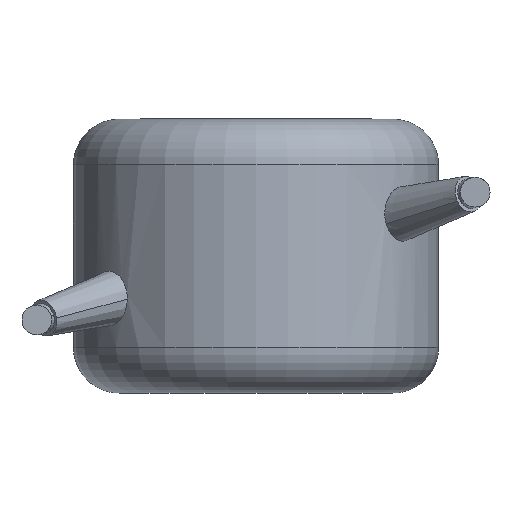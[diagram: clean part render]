
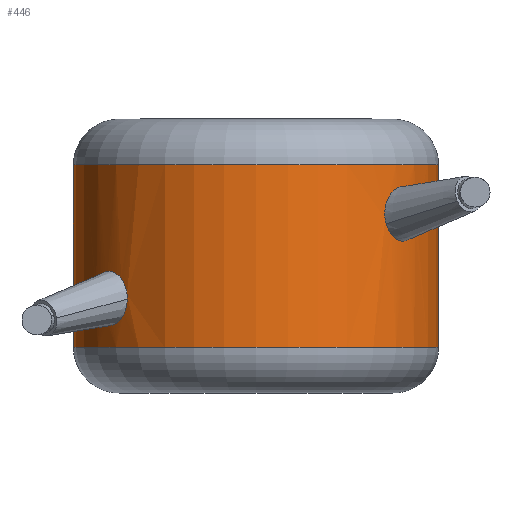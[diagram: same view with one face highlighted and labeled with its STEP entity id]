
A CAD part, front view. The second image highlights one B-rep face of the part: STEP entity #446.
In plain terms, the highlighted cylindrical face has radius 4 mm (diameter 8 mm), a partial arc.
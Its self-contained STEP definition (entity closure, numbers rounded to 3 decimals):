
#32 = CARTESIAN_POINT ( 'NONE',  ( -3.471, -1.989, 2.461 ) ) ;
#77 = VERTEX_POINT ( 'NONE', #2445 ) ;
#102 = EDGE_CURVE ( 'NONE', #2001, #1804, #1632, .T. ) ;
#136 = AXIS2_PLACEMENT_3D ( 'NONE', #910, #2335, #2936 ) ;
#141 = DIRECTION ( 'NONE',  ( 1., 0., 0. ) ) ;
#146 = CARTESIAN_POINT ( 'NONE',  ( 4., 0., 5. ) ) ;
#164 = CYLINDRICAL_SURFACE ( 'NONE', #136, 4. ) ;
#178 = CARTESIAN_POINT ( 'NONE',  ( -3.496, -1.946, 1.786 ) ) ;
#233 = CARTESIAN_POINT ( 'NONE',  ( 3.414, -2.088, 4.401 ) ) ;
#235 = B_SPLINE_CURVE_WITH_KNOTS ( 'NONE', 3,
 ( #3666, #2266, #1435, #2586, #1486, #858, #1733, #2867, #3148, #2613, #874, #3163 ),
 .UNSPECIFIED., .F., .F.,
 ( 4, 2, 2, 2, 2, 4 ),
 ( 0.003, 0.004, 0.004, 0.004, 0.005, 0.005 ),
 .UNSPECIFIED. ) ;
#257 = CARTESIAN_POINT ( 'NONE',  ( 4., 0., 6. ) ) ;
#338 = CIRCLE ( 'NONE', #492, 4. ) ;
#340 = VERTEX_POINT ( 'NONE', #1453 ) ;
#343 = ORIENTED_EDGE ( 'NONE', *, *, #1460, .T. ) ;
#409 = DIRECTION ( 'NONE',  ( 0., 0., -1. ) ) ;
#424 = ORIENTED_EDGE ( 'NONE', *, *, #823, .F. ) ;
#446 = ADVANCED_FACE ( 'NONE', ( #1544, #1825, #776 ), #164, .T. ) ;
#467 = CARTESIAN_POINT ( 'NONE',  ( -3.527, -1.886, 1.937 ) ) ;
#492 = AXIS2_PLACEMENT_3D ( 'NONE', #2232, #1031, #141 ) ;
#515 = CARTESIAN_POINT ( 'NONE',  ( 2.849, -2.808, 3.71 ) ) ;
#518 = CARTESIAN_POINT ( 'NONE',  ( -2.82, -2.837, 2.058 ) ) ;
#543 = CARTESIAN_POINT ( 'NONE',  ( 3.503, -1.931, 4.143 ) ) ;
#632 = EDGE_CURVE ( 'NONE', #2412, #340, #3133, .T. ) ;
#641 = CARTESIAN_POINT ( 'NONE',  ( -3.529, -1.883, 2.173 ) ) ;
#645 = LINE ( 'NONE', #1550, #1602 ) ;
#721 = CARTESIAN_POINT ( 'NONE',  ( 2.811, -2.847, 4.02 ) ) ;
#776 = FACE_BOUND ( 'NONE', #1920, .T. ) ;
#808 = CARTESIAN_POINT ( 'NONE',  ( -3.119, -2.505, 1.489 ) ) ;
#823 = EDGE_CURVE ( 'NONE', #77, #2626, #3720, .T. ) ;
#858 = CARTESIAN_POINT ( 'NONE',  ( 3.157, -2.461, 3.315 ) ) ;
#874 = CARTESIAN_POINT ( 'NONE',  ( 3.534, -1.875, 4. ) ) ;
#910 = CARTESIAN_POINT ( 'NONE',  ( 0., 0., 6. ) ) ;
#913 = CARTESIAN_POINT ( 'NONE',  ( -3.009, -2.638, 2.599 ) ) ;
#956 = CARTESIAN_POINT ( 'NONE',  ( -2.82, -2.837, 2.058 ) ) ;
#1030 = LINE ( 'NONE', #257, #3078 ) ;
#1031 = DIRECTION ( 'NONE',  ( 0., 0., 1. ) ) ;
#1106 = CARTESIAN_POINT ( 'NONE',  ( 2.976, -2.677, 4.424 ) ) ;
#1229 = CARTESIAN_POINT ( 'NONE',  ( -3.529, -1.884, 2.094 ) ) ;
#1371 = CARTESIAN_POINT ( 'NONE',  ( -3.025, -2.618, 1.544 ) ) ;
#1435 = CARTESIAN_POINT ( 'NONE',  ( 2.9, -2.756, 3.569 ) ) ;
#1453 = CARTESIAN_POINT ( 'NONE',  ( -4., 0., 5. ) ) ;
#1460 = EDGE_CURVE ( 'NONE', #340, #1967, #645, .T. ) ;
#1474 = ORIENTED_EDGE ( 'NONE', *, *, #1713, .F. ) ;
#1481 = CARTESIAN_POINT ( 'NONE',  ( -2.818, -2.839, 2.214 ) ) ;
#1486 = CARTESIAN_POINT ( 'NONE',  ( 3.018, -2.626, 3.41 ) ) ;
#1505 = CARTESIAN_POINT ( 'NONE',  ( -3.297, -2.27, 2.679 ) ) ;
#1544 = FACE_OUTER_BOUND ( 'NONE', #1671, .T. ) ;
#1550 = CARTESIAN_POINT ( 'NONE',  ( -4., 0., 6. ) ) ;
#1602 = VECTOR ( 'NONE', #409, 1000. ) ;
#1632 = B_SPLINE_CURVE_WITH_KNOTS ( 'NONE', 3,
 ( #3593, #467, #178, #2781, #1914, #3332, #808, #1371, #2239, #2205, #3648, #518 ),
 .UNSPECIFIED., .F., .F.,
 ( 4, 2, 2, 2, 2, 4 ),
 ( 0.003, 0.003, 0.003, 0.004, 0.004, 0.004 ),
 .UNSPECIFIED. ) ;
#1664 = CARTESIAN_POINT ( 'NONE',  ( 3.26, -2.322, 4.528 ) ) ;
#1671 = EDGE_LOOP ( 'NONE', ( #2583, #3557, #343, #1969 ) ) ;
#1700 = B_SPLINE_CURVE_WITH_KNOTS ( 'NONE', 3,
 ( #2888, #1481, #3178, #913, #3191, #1505, #3481, #32, #2070, #2358, #641, #1229 ),
 .UNSPECIFIED., .F., .F.,
 ( 4, 2, 2, 2, 2, 4 ),
 ( 0.001, 0.001, 0.002, 0.002, 0.002, 0.003 ),
 .UNSPECIFIED. ) ;
#1708 = VERTEX_POINT ( 'NONE', #3440 ) ;
#1709 = DIRECTION ( 'NONE',  ( 0., 0., -1. ) ) ;
#1713 = EDGE_CURVE ( 'NONE', #1804, #2001, #1700, .T. ) ;
#1733 = CARTESIAN_POINT ( 'NONE',  ( 3.258, -2.325, 3.31 ) ) ;
#1804 = VERTEX_POINT ( 'NONE', #956 ) ;
#1825 = FACE_BOUND ( 'NONE', #3025, .T. ) ;
#1914 = CARTESIAN_POINT ( 'NONE',  ( -3.306, -2.257, 1.49 ) ) ;
#1920 = EDGE_LOOP ( 'NONE', ( #3021, #424 ) ) ;
#1967 = VERTEX_POINT ( 'NONE', #3011 ) ;
#1969 = ORIENTED_EDGE ( 'NONE', *, *, #3300, .T. ) ;
#2001 = VERTEX_POINT ( 'NONE', #2735 ) ;
#2070 = CARTESIAN_POINT ( 'NONE',  ( -3.493, -1.949, 2.396 ) ) ;
#2205 = CARTESIAN_POINT ( 'NONE',  ( -2.868, -2.79, 1.749 ) ) ;
#2222 = CARTESIAN_POINT ( 'NONE',  ( 3.472, -1.987, 4.284 ) ) ;
#2232 = CARTESIAN_POINT ( 'NONE',  ( 0., 0., 1. ) ) ;
#2234 = ORIENTED_EDGE ( 'NONE', *, *, #102, .F. ) ;
#2239 = CARTESIAN_POINT ( 'NONE',  ( -2.981, -2.667, 1.587 ) ) ;
#2260 = CARTESIAN_POINT ( 'NONE',  ( 2.849, -2.808, 3.71 ) ) ;
#2266 = CARTESIAN_POINT ( 'NONE',  ( 2.869, -2.787, 3.638 ) ) ;
#2335 = DIRECTION ( 'NONE',  ( 0., 0., -1. ) ) ;
#2358 = CARTESIAN_POINT ( 'NONE',  ( -3.522, -1.896, 2.251 ) ) ;
#2412 = VERTEX_POINT ( 'NONE', #146 ) ;
#2425 = AXIS2_PLACEMENT_3D ( 'NONE', #2777, #2763, #3033 ) ;
#2445 = CARTESIAN_POINT ( 'NONE',  ( 3.503, -1.931, 4.143 ) ) ;
#2533 = CARTESIAN_POINT ( 'NONE',  ( 3.161, -2.456, 4.537 ) ) ;
#2583 = ORIENTED_EDGE ( 'NONE', *, *, #2879, .F. ) ;
#2586 = CARTESIAN_POINT ( 'NONE',  ( 2.974, -2.675, 3.455 ) ) ;
#2613 = CARTESIAN_POINT ( 'NONE',  ( 3.538, -1.868, 3.83 ) ) ;
#2626 = VERTEX_POINT ( 'NONE', #2260 ) ;
#2735 = CARTESIAN_POINT ( 'NONE',  ( -3.529, -1.884, 2.094 ) ) ;
#2763 = DIRECTION ( 'NONE',  ( 0., 0., -1. ) ) ;
#2777 = CARTESIAN_POINT ( 'NONE',  ( 0., 0., 5. ) ) ;
#2781 = CARTESIAN_POINT ( 'NONE',  ( -3.387, -2.131, 1.563 ) ) ;
#2867 = CARTESIAN_POINT ( 'NONE',  ( 3.42, -2.08, 3.42 ) ) ;
#2879 = EDGE_CURVE ( 'NONE', #2412, #1708, #1030, .T. ) ;
#2888 = CARTESIAN_POINT ( 'NONE',  ( -2.82, -2.837, 2.058 ) ) ;
#2936 = DIRECTION ( 'NONE',  ( -1., 0., 0. ) ) ;
#2948 = EDGE_CURVE ( 'NONE', #2626, #77, #235, .T. ) ;
#3011 = CARTESIAN_POINT ( 'NONE',  ( -4., 0., 1. ) ) ;
#3021 = ORIENTED_EDGE ( 'NONE', *, *, #2948, .F. ) ;
#3025 = EDGE_LOOP ( 'NONE', ( #1474, #2234 ) ) ;
#3033 = DIRECTION ( 'NONE',  ( 1., 0., 0. ) ) ;
#3078 = VECTOR ( 'NONE', #1709, 1000. ) ;
#3133 = CIRCLE ( 'NONE', #2425, 4. ) ;
#3148 = CARTESIAN_POINT ( 'NONE',  ( 3.481, -1.972, 3.537 ) ) ;
#3163 = CARTESIAN_POINT ( 'NONE',  ( 3.503, -1.931, 4.143 ) ) ;
#3178 = CARTESIAN_POINT ( 'NONE',  ( -2.861, -2.797, 2.371 ) ) ;
#3191 = CARTESIAN_POINT ( 'NONE',  ( -3.109, -2.521, 2.667 ) ) ;
#3300 = EDGE_CURVE ( 'NONE', #1967, #1708, #338, .T. ) ;
#3332 = CARTESIAN_POINT ( 'NONE',  ( -3.168, -2.443, 1.478 ) ) ;
#3342 = CARTESIAN_POINT ( 'NONE',  ( 2.894, -2.762, 4.306 ) ) ;
#3440 = CARTESIAN_POINT ( 'NONE',  ( 4., 0., 1. ) ) ;
#3481 = CARTESIAN_POINT ( 'NONE',  ( -3.384, -2.136, 2.621 ) ) ;
#3557 = ORIENTED_EDGE ( 'NONE', *, *, #632, .T. ) ;
#3593 = CARTESIAN_POINT ( 'NONE',  ( -3.529, -1.884, 2.094 ) ) ;
#3648 = CARTESIAN_POINT ( 'NONE',  ( -2.822, -2.835, 1.903 ) ) ;
#3659 = CARTESIAN_POINT ( 'NONE',  ( 2.81, -2.848, 3.854 ) ) ;
#3666 = CARTESIAN_POINT ( 'NONE',  ( 2.849, -2.808, 3.71 ) ) ;
#3720 = B_SPLINE_CURVE_WITH_KNOTS ( 'NONE', 3,
 ( #543, #2222, #233, #1664, #2533, #1106, #3342, #721, #3659, #515 ),
 .UNSPECIFIED., .F., .F.,
 ( 4, 2, 2, 2, 4 ),
 ( 0.002, 0.002, 0.003, 0.003, 0.003 ),
 .UNSPECIFIED. ) ;
